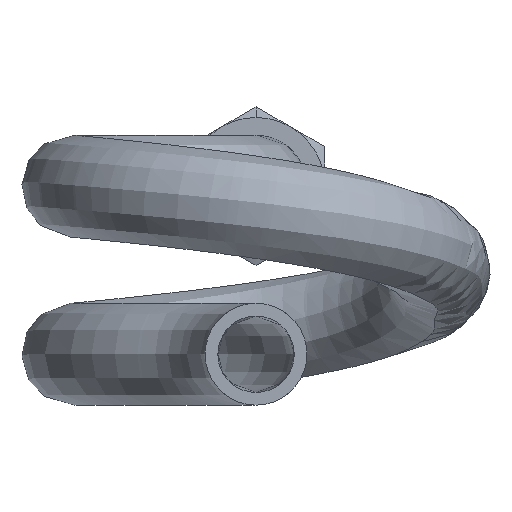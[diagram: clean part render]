
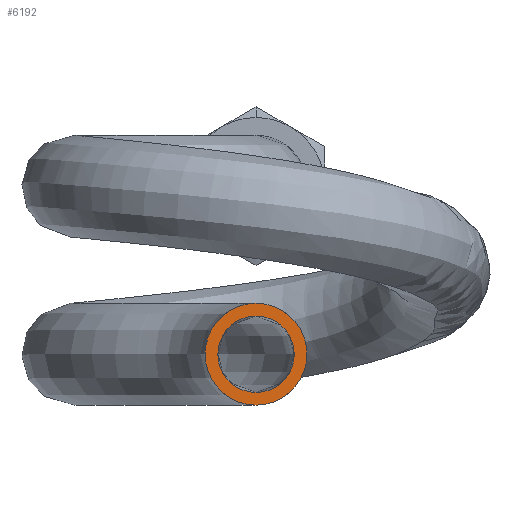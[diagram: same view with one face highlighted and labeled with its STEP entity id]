
A CAD part, front view. The second image highlights one B-rep face of the part: STEP entity #6192.
In plain terms, the highlighted planar face has unit normal (0, -1, 0).
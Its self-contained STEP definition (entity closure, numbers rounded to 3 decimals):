
#364 = DIRECTION ( 'NONE',  ( 0., 1., 0. ) ) ;
#372 = CARTESIAN_POINT ( 'NONE',  ( 0., -254., -33. ) ) ;
#387 = DIRECTION ( 'NONE',  ( 0., 0., 1. ) ) ;
#1207 = CARTESIAN_POINT ( 'NONE',  ( 0., -254., -33. ) ) ;
#1208 = DIRECTION ( 'NONE',  ( 0., 1., 0. ) ) ;
#1209 = DIRECTION ( 'NONE',  ( 0., 0., 1. ) ) ;
#1213 = CARTESIAN_POINT ( 'NONE',  ( 0., -254., -33. ) ) ;
#1214 = DIRECTION ( 'NONE',  ( 0., 1., 0. ) ) ;
#1215 = DIRECTION ( 'NONE',  ( 0., 0., 1. ) ) ;
#1218 = CARTESIAN_POINT ( 'NONE',  ( 0., -254., -33. ) ) ;
#1219 = DIRECTION ( 'NONE',  ( 0., 1., 0. ) ) ;
#1220 = DIRECTION ( 'NONE',  ( 0., 0., 1. ) ) ;
#4587 = DIRECTION ( 'NONE',  ( 0., 1., 0. ) ) ;
#4592 = CARTESIAN_POINT ( 'NONE',  ( 0., -254., -33. ) ) ;
#4594 = PLANE ( 'NONE',  #6006 ) ;
#4596 = DIRECTION ( 'NONE',  ( 0., 0., 1. ) ) ;
#5813 = CARTESIAN_POINT ( 'NONE',  ( 0., -254., -25.5 ) ) ;
#5821 = CARTESIAN_POINT ( 'NONE',  ( 0., -254., -23. ) ) ;
#5823 = CARTESIAN_POINT ( 'NONE',  ( 0., -254., -43. ) ) ;
#5849 = CARTESIAN_POINT ( 'NONE',  ( 0., -254., -40.5 ) ) ;
#5894 = EDGE_CURVE ( 'NONE', #6396, #6430, #6245, .T. ) ;
#5898 = EDGE_CURVE ( 'NONE', #6430, #6396, #6221, .T. ) ;
#5901 = EDGE_CURVE ( 'NONE', #6400, #6398, #6219, .T. ) ;
#5902 = EDGE_CURVE ( 'NONE', #6398, #6400, #6233, .T. ) ;
#5974 = AXIS2_PLACEMENT_3D ( 'NONE', #372, #364, #387 ) ;
#5976 = AXIS2_PLACEMENT_3D ( 'NONE', #1207, #1208, #1209 ) ;
#5977 = AXIS2_PLACEMENT_3D ( 'NONE', #1213, #1214, #1215 ) ;
#5978 = AXIS2_PLACEMENT_3D ( 'NONE', #1218, #1219, #1220 ) ;
#6006 = AXIS2_PLACEMENT_3D ( 'NONE', #4592, #4587, #4596 ) ;
#6131 = FACE_OUTER_BOUND ( 'NONE', #6308, .T. ) ;
#6136 = FACE_BOUND ( 'NONE', #6314, .T. ) ;
#6192 = ADVANCED_FACE ( 'NONE', ( #6136, #6131 ), #4594, .F. ) ;
#6219 = CIRCLE ( 'NONE', #5977, 10. ) ;
#6221 = CIRCLE ( 'NONE', #5976, 7.5 ) ;
#6233 = CIRCLE ( 'NONE', #5978, 10. ) ;
#6245 = CIRCLE ( 'NONE', #5974, 7.5 ) ;
#6308 = EDGE_LOOP ( 'NONE', ( #6471, #6462 ) ) ;
#6314 = EDGE_LOOP ( 'NONE', ( #6452, #6467 ) ) ;
#6396 = VERTEX_POINT ( 'NONE', #5813 ) ;
#6398 = VERTEX_POINT ( 'NONE', #5821 ) ;
#6400 = VERTEX_POINT ( 'NONE', #5823 ) ;
#6430 = VERTEX_POINT ( 'NONE', #5849 ) ;
#6452 = ORIENTED_EDGE ( 'NONE', *, *, #5894, .T. ) ;
#6462 = ORIENTED_EDGE ( 'NONE', *, *, #5901, .F. ) ;
#6467 = ORIENTED_EDGE ( 'NONE', *, *, #5898, .T. ) ;
#6471 = ORIENTED_EDGE ( 'NONE', *, *, #5902, .F. ) ;
